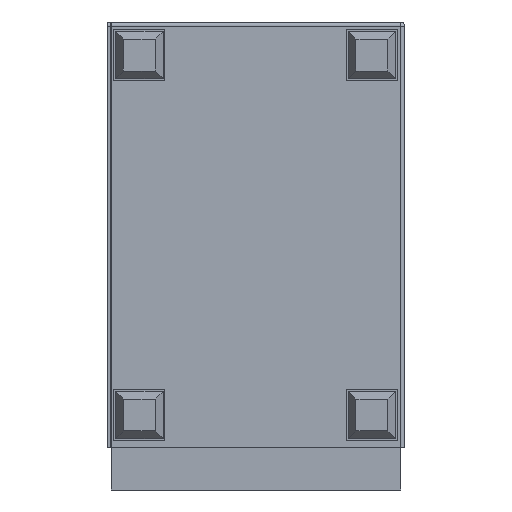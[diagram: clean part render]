
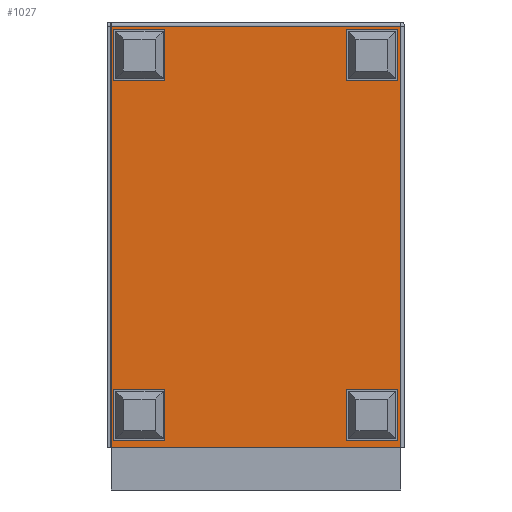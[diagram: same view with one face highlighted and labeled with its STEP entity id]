
A CAD part, front view. The second image highlights one B-rep face of the part: STEP entity #1027.
In plain terms, the highlighted planar face has unit normal (0, -1, 0).
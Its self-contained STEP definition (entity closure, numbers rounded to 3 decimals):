
#18 = VECTOR ( 'NONE', #2663, 1000. ) ;
#130 = CARTESIAN_POINT ( 'NONE',  ( 85., -234.4, -1.2 ) ) ;
#186 = CARTESIAN_POINT ( 'NONE',  ( 85., -234.4, -124.8 ) ) ;
#192 = DIRECTION ( 'NONE',  ( 0., 0., -1. ) ) ;
#266 = DIRECTION ( 'NONE',  ( 1., 0., 0. ) ) ;
#405 = ORIENTED_EDGE ( 'NONE', *, *, #1254, .F. ) ;
#424 = DIRECTION ( 'NONE',  ( 0., -1., 0. ) ) ;
#448 = LINE ( 'NONE', #1112, #1704 ) ;
#574 = AXIS2_PLACEMENT_3D ( 'NONE', #2757, #424, #192 ) ;
#642 = VERTEX_POINT ( 'NONE', #1148 ) ;
#730 = LINE ( 'NONE', #2002, #2692 ) ;
#834 = VERTEX_POINT ( 'NONE', #130 ) ;
#899 = LINE ( 'NONE', #1001, #2487 ) ;
#959 = EDGE_CURVE ( 'NONE', #642, #1173, #899, .T. ) ;
#1001 = CARTESIAN_POINT ( 'NONE',  ( 0., -234.4, -124.8 ) ) ;
#1027 = ADVANCED_FACE ( 'NONE', ( #1077 ), #1685, .T. ) ;
#1077 = FACE_OUTER_BOUND ( 'NONE', #2082, .T. ) ;
#1112 = CARTESIAN_POINT ( 'NONE',  ( 85., -234.4, -124.8 ) ) ;
#1148 = CARTESIAN_POINT ( 'NONE',  ( 0., -234.4, -124.8 ) ) ;
#1173 = VERTEX_POINT ( 'NONE', #2591 ) ;
#1254 = EDGE_CURVE ( 'NONE', #1173, #834, #730, .T. ) ;
#1256 = DIRECTION ( 'NONE',  ( 0., 0., 1. ) ) ;
#1508 = EDGE_CURVE ( 'NONE', #642, #2638, #2754, .T. ) ;
#1572 = DIRECTION ( 'NONE',  ( 0., 0., 1. ) ) ;
#1685 = PLANE ( 'NONE',  #574 ) ;
#1704 = VECTOR ( 'NONE', #1572, 1000. ) ;
#2002 = CARTESIAN_POINT ( 'NONE',  ( 0., -234.4, -1.2 ) ) ;
#2082 = EDGE_LOOP ( 'NONE', ( #405, #2626, #2322, #2183 ) ) ;
#2170 = CARTESIAN_POINT ( 'NONE',  ( 0., -234.4, -124.8 ) ) ;
#2183 = ORIENTED_EDGE ( 'NONE', *, *, #2358, .T. ) ;
#2322 = ORIENTED_EDGE ( 'NONE', *, *, #1508, .T. ) ;
#2358 = EDGE_CURVE ( 'NONE', #2638, #834, #448, .T. ) ;
#2487 = VECTOR ( 'NONE', #1256, 1000. ) ;
#2591 = CARTESIAN_POINT ( 'NONE',  ( 0., -234.4, -1.2 ) ) ;
#2626 = ORIENTED_EDGE ( 'NONE', *, *, #959, .F. ) ;
#2638 = VERTEX_POINT ( 'NONE', #186 ) ;
#2663 = DIRECTION ( 'NONE',  ( 1., 0., 0. ) ) ;
#2692 = VECTOR ( 'NONE', #266, 1000. ) ;
#2754 = LINE ( 'NONE', #2170, #18 ) ;
#2757 = CARTESIAN_POINT ( 'NONE',  ( 0., -234.4, -124.8 ) ) ;
